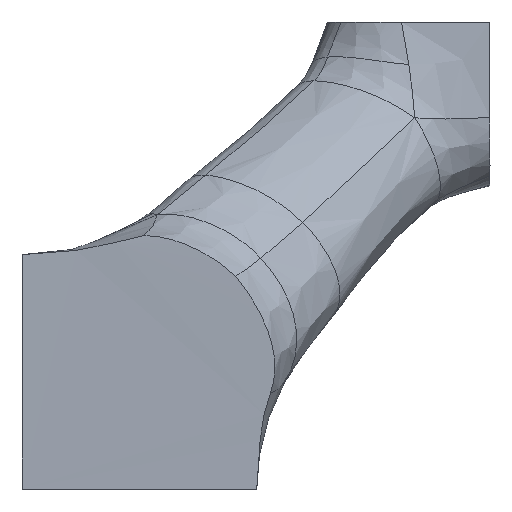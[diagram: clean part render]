
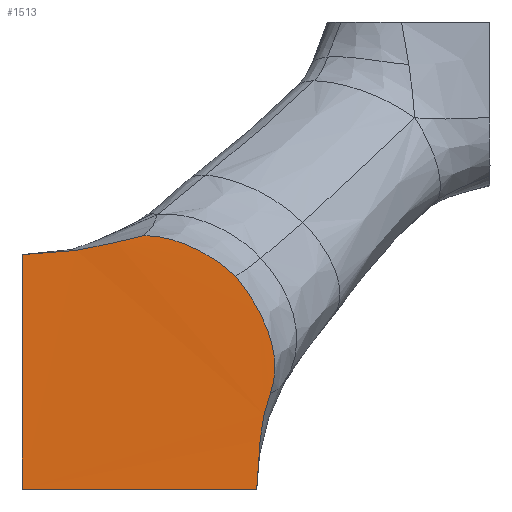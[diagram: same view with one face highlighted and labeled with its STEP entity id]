
A CAD part, top view. The second image highlights one B-rep face of the part: STEP entity #1513.
In plain terms, the highlighted planar face has unit normal (0, 0, -1).
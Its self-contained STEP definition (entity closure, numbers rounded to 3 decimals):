
#1452 = CARTESIAN_POINT('', (0.254,0.254,1.));
#1453 = DIRECTION('', (0.,0.,1.));
#1454 = DIRECTION('', (0.,-1.,0.));
#1455 = AXIS2_PLACEMENT_3D('', #1452, #1453, #1454);
#1456 = PLANE('', #1455);
#1457 = CARTESIAN_POINT('', (0.,0.502,1.));
#1458 = VERTEX_POINT('', #1457);
#1459 = CARTESIAN_POINT('', (0.26,0.542,1.));
#1460 = VERTEX_POINT('', #1459);
#1461 = CARTESIAN_POINT('', (0.,0.502,1.));
#1462 = CARTESIAN_POINT('', (0.133,0.502,0.997));
#1463 = CARTESIAN_POINT('', (0.212,0.534,1.003));
#1464 = CARTESIAN_POINT('', (0.26,0.542,1.));
#1465 = (BOUNDED_CURVE() B_SPLINE_CURVE(3,(#1461,#1462,#1463,#1464),.UNSPECIFIED.,.F.,.F.) B_SPLINE_CURVE_WITH_KNOTS((4,4),(0.,1.),.UNSPECIFIED.) CURVE() GEOMETRIC_REPRESENTATION_ITEM() RATIONAL_B_SPLINE_CURVE((1.,1.,1.,1.)) REPRESENTATION_ITEM(''));
#1466 = EDGE_CURVE('', #1458, #1460, #1465, .T.);
#1467 = ORIENTED_EDGE('', *,*, #1466, .T.);
#1468 = CARTESIAN_POINT('', (0.,0.,1.));
#1469 = VERTEX_POINT('', #1468);
#1470 = CARTESIAN_POINT('', (0.,0.502,1.));
#1471 = CARTESIAN_POINT('', (0.,0.335,1.));
#1472 = CARTESIAN_POINT('', (0.,0.167,1.));
#1473 = CARTESIAN_POINT('', (0.,0.,1.));
#1474 = (BOUNDED_CURVE() B_SPLINE_CURVE(3,(#1470,#1471,#1472,#1473),.UNSPECIFIED.,.F.,.F.) B_SPLINE_CURVE_WITH_KNOTS((4,4),(0.,1.),.UNSPECIFIED.) CURVE() GEOMETRIC_REPRESENTATION_ITEM() RATIONAL_B_SPLINE_CURVE((1.,1.,1.,1.)) REPRESENTATION_ITEM(''));
#1475 = EDGE_CURVE('', #1458, #1469, #1474, .T.);
#1476 = ORIENTED_EDGE('', *,*, #1475, .F.);
#1477 = CARTESIAN_POINT('', (0.501,0.,1.));
#1478 = VERTEX_POINT('', #1477);
#1479 = CARTESIAN_POINT('', (0.,0.,1.));
#1480 = CARTESIAN_POINT('', (0.167,0.,1.));
#1481 = CARTESIAN_POINT('', (0.334,0.,1.));
#1482 = CARTESIAN_POINT('', (0.501,0.,1.));
#1483 = (BOUNDED_CURVE() B_SPLINE_CURVE(3,(#1479,#1480,#1481,#1482),.UNSPECIFIED.,.F.,.F.) B_SPLINE_CURVE_WITH_KNOTS((4,4),(0.,1.),.UNSPECIFIED.) CURVE() GEOMETRIC_REPRESENTATION_ITEM() RATIONAL_B_SPLINE_CURVE((1.,1.,1.,1.)) REPRESENTATION_ITEM(''));
#1484 = EDGE_CURVE('', #1469, #1478, #1483, .T.);
#1485 = ORIENTED_EDGE('', *,*, #1484, .F.);
#1486 = CARTESIAN_POINT('', (0.53,0.205,1.));
#1487 = VERTEX_POINT('', #1486);
#1488 = CARTESIAN_POINT('', (0.501,0.,1.));
#1489 = CARTESIAN_POINT('', (0.507,0.072,0.999));
#1490 = CARTESIAN_POINT('', (0.505,0.139,1.));
#1491 = CARTESIAN_POINT('', (0.53,0.205,1.));
#1492 = (BOUNDED_CURVE() B_SPLINE_CURVE(3,(#1488,#1489,#1490,#1491),.UNSPECIFIED.,.F.,.F.) B_SPLINE_CURVE_WITH_KNOTS((4,4),(0.,1.),.UNSPECIFIED.) CURVE() GEOMETRIC_REPRESENTATION_ITEM() RATIONAL_B_SPLINE_CURVE((1.,1.,1.,1.)) REPRESENTATION_ITEM(''));
#1493 = EDGE_CURVE('', #1478, #1487, #1492, .T.);
#1494 = ORIENTED_EDGE('', *,*, #1493, .F.);
#1495 = CARTESIAN_POINT('', (0.457,0.455,1.));
#1496 = VERTEX_POINT('', #1495);
#1497 = CARTESIAN_POINT('', (0.53,0.205,1.));
#1498 = CARTESIAN_POINT('', (0.557,0.281,1.001));
#1499 = CARTESIAN_POINT('', (0.525,0.37,1.));
#1500 = CARTESIAN_POINT('', (0.457,0.455,1.));
#1501 = (BOUNDED_CURVE() B_SPLINE_CURVE(3,(#1497,#1498,#1499,#1500),.UNSPECIFIED.,.F.,.F.) B_SPLINE_CURVE_WITH_KNOTS((4,4),(0.,1.),.UNSPECIFIED.) CURVE() GEOMETRIC_REPRESENTATION_ITEM() RATIONAL_B_SPLINE_CURVE((1.,1.,1.,1.)) REPRESENTATION_ITEM(''));
#1502 = EDGE_CURVE('', #1487, #1496, #1501, .T.);
#1503 = ORIENTED_EDGE('', *,*, #1502, .F.);
#1504 = CARTESIAN_POINT('', (0.26,0.542,1.));
#1505 = CARTESIAN_POINT('', (0.322,0.544,1.));
#1506 = CARTESIAN_POINT('', (0.402,0.506,1.));
#1507 = CARTESIAN_POINT('', (0.457,0.455,1.));
#1508 = (BOUNDED_CURVE() B_SPLINE_CURVE(3,(#1504,#1505,#1506,#1507),.UNSPECIFIED.,.F.,.F.) B_SPLINE_CURVE_WITH_KNOTS((4,4),(0.,1.),.UNSPECIFIED.) CURVE() GEOMETRIC_REPRESENTATION_ITEM() RATIONAL_B_SPLINE_CURVE((1.,1.,1.,1.)) REPRESENTATION_ITEM(''));
#1509 = EDGE_CURVE('', #1460, #1496, #1508, .T.);
#1510 = ORIENTED_EDGE('', *,*, #1509, .T.);
#1511 = EDGE_LOOP('', (#1467,#1476,#1485,#1494,#1503,#1510));
#1512 = FACE_OUTER_BOUND('', #1511, .T.);
#1513 = ADVANCED_FACE('', (#1512), #1456, .F.);
